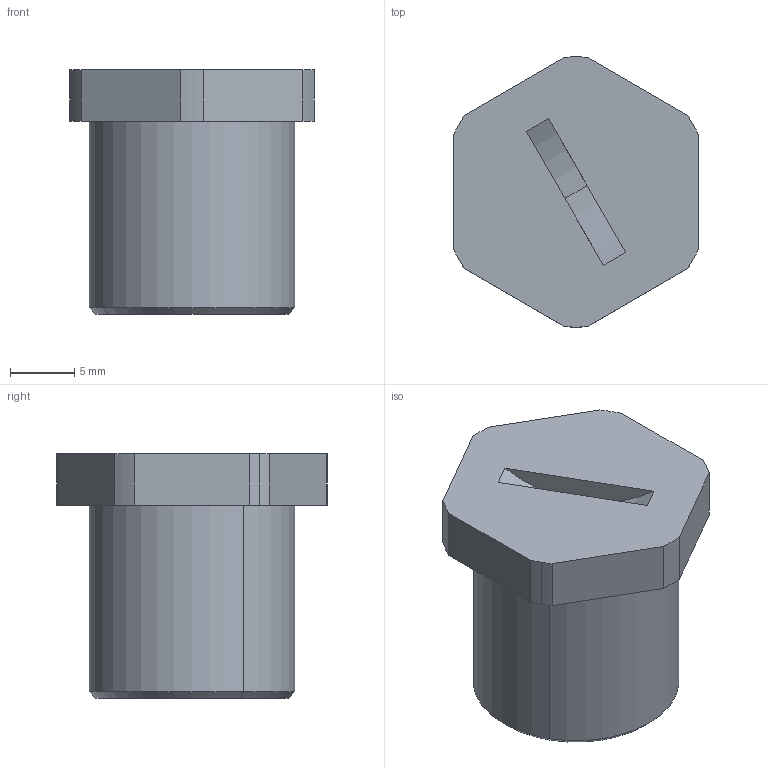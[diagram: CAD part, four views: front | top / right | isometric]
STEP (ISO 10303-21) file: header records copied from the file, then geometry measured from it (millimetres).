
FILE_DESCRIPTION(('CATIA V5R24 STEP','CAx-IF Rec.Pracs.--- Model Styling and Organization---1.2---2011-12-15'),'2;1');
FILE_NAME ('D1455238_0', '2018-01-19T08:52:24+00:00', ('Weidmueller Interface'), ('Weidmueller'), 'CATIA Version 5-6 Release 2014 SP4 HF52', 'CATIA V5 STEP AP214', 'none');
FILE_SCHEMA(('AUTOMOTIVE_DESIGN { 1 0 10303 214 1 1 1 1 }'));
Length unit declared in the file: millimetre
Products named in the file (1): 1737070000_VP_M16-EXE_SW
Bounding box: 19 x 20.99 x 19 mm (x, y, z)
Volume: 2521.5 mm3; surface area: 2216.1 mm2
Topology: 1 solids, 1 shells, 28 faces, 67 edges, 44 vertices
Faces by surface type: cylinder 14, plane 12, cone 2
Entity records: 851 total; most frequent: CARTESIAN_POINT 140, ORIENTED_EDGE 134, DIRECTION 123, EDGE_CURVE 67, AXIS2_PLACEMENT_3D 59, VERTEX_POINT 44, VECTOR 37, LINE 37
